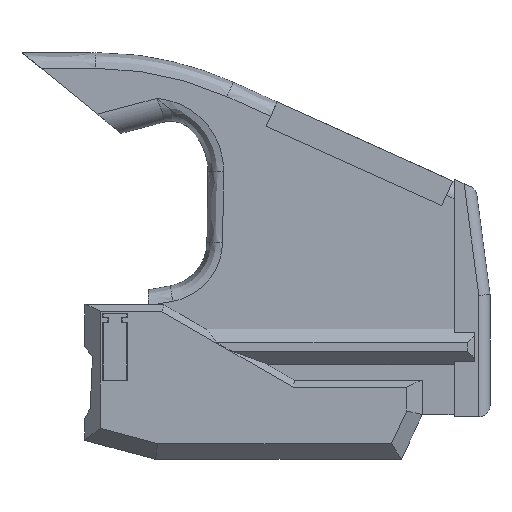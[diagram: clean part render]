
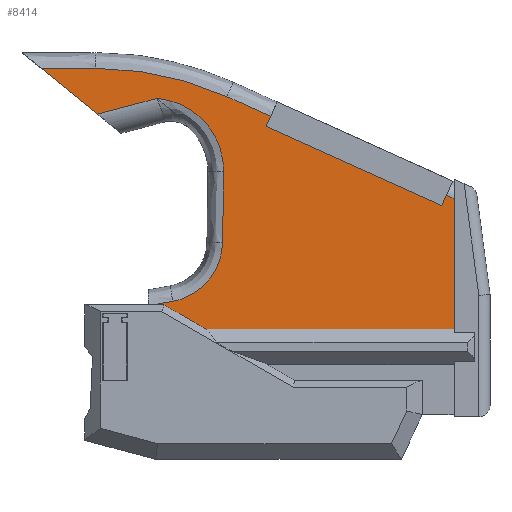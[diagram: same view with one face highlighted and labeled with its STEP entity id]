
A CAD part, front view. The second image highlights one B-rep face of the part: STEP entity #8414.
In plain terms, the highlighted planar face has unit normal (0, -1, 0).
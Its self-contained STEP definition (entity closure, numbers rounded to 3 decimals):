
#25=DIRECTION('',(0.912,0.,-0.41));
#26=VECTOR('',#25,86.);
#27=CARTESIAN_POINT('',(341.749,-15.,98.453));
#28=LINE('',#27,#26);
#29=DIRECTION('',(0.41,0.,0.912));
#30=VECTOR('',#29,5.);
#31=CARTESIAN_POINT('',(420.172,-15.,63.157));
#32=LINE('',#31,#30);
#33=DIRECTION('',(-0.912,0.,0.41));
#34=VECTOR('',#33,3.857);
#35=CARTESIAN_POINT('',(425.741,-15.,66.134));
#36=LINE('',#35,#34);
#37=DIRECTION('',(0.,0.,1.));
#38=VECTOR('',#37,58.134);
#39=CARTESIAN_POINT('',(425.741,-15.,8.));
#40=LINE('',#39,#38);
#41=DIRECTION('',(-1.,0.,0.));
#42=VECTOR('',#41,110.959);
#43=CARTESIAN_POINT('',(425.741,-15.,8.));
#44=LINE('',#43,#42);
#45=DIRECTION('',(0.866,0.,-0.5));
#46=VECTOR('',#45,21.64);
#47=CARTESIAN_POINT('',(296.041,-15.,18.82));
#48=LINE('',#47,#46);
#49=DIRECTION('',(1.,0.,0.));
#50=VECTOR('',#49,4.595);
#51=CARTESIAN_POINT('',(291.446,-15.,18.82));
#52=LINE('',#51,#50);
#53=DIRECTION('',(-0.984,0.,-0.177));
#54=VECTOR('',#53,8.813);
#55=CARTESIAN_POINT('',(300.121,-15.,20.378));
#56=LINE('',#55,#54);
#57=CARTESIAN_POINT('',(322.345,-15.,46.553));
#58=CARTESIAN_POINT('',(322.253,-15.,40.351));
#59=CARTESIAN_POINT('',(317.621,-15.,28.042));
#60=CARTESIAN_POINT('',(306.225,-15.,21.474));
#61=CARTESIAN_POINT('',(300.121,-15.,20.378));
#63=DIRECTION('',(-0.015,0.,-1.));
#64=VECTOR('',#63,31.683);
#65=CARTESIAN_POINT('',(322.814,-15.,78.233));
#66=LINE('',#65,#64);
#67=CARTESIAN_POINT('',(293.121,-15.,110.984));
#68=CARTESIAN_POINT('',(301.203,-15.,110.311));
#69=CARTESIAN_POINT('',(316.783,-15.,102.6));
#70=CARTESIAN_POINT('',(322.934,-15.,86.342));
#71=CARTESIAN_POINT('',(322.814,-15.,78.233));
#73=DIRECTION('',(0.967,0.,0.254));
#74=VECTOR('',#73,27.604);
#75=CARTESIAN_POINT('',(266.422,-15.,103.974));
#76=LINE('',#75,#74);
#77=DIRECTION('',(-0.775,0.,0.632));
#78=VECTOR('',#77,32.336);
#79=CARTESIAN_POINT('',(266.422,-15.,103.974));
#80=LINE('',#79,#78);
#81=DIRECTION('',(-1.,0.,0.));
#82=VECTOR('',#81,24.213);
#83=CARTESIAN_POINT('',(265.571,-15.,124.405));
#84=LINE('',#83,#82);
#85=CARTESIAN_POINT('',(324.26,-15.,111.807));
#86=CARTESIAN_POINT('',(305.878,-15.,120.08));
#87=CARTESIAN_POINT('',(285.73,-15.,124.405));
#88=CARTESIAN_POINT('',(265.571,-15.,124.405));
#90=DIRECTION('',(-0.912,0.,0.41));
#91=VECTOR('',#90,21.428);
#92=CARTESIAN_POINT('',(343.801,-15.,103.012));
#93=LINE('',#92,#91);
#94=DIRECTION('',(0.41,0.,0.912));
#95=VECTOR('',#94,5.);
#96=CARTESIAN_POINT('',(341.749,-15.,98.453));
#97=LINE('',#96,#95);
#1778=CARTESIAN_POINT('',(343.801,-15.,103.012));
#1780=CARTESIAN_POINT('',(422.224,-15.,67.717));
#1803=CARTESIAN_POINT('',(425.741,-15.,66.134));
#4792=CARTESIAN_POINT('',(241.358,-15.,124.405));
#5227=CARTESIAN_POINT('',(293.121,-15.,110.984));
#6660=VERTEX_POINT('',#57);
#6661=VERTEX_POINT('',#61);
#6662=CARTESIAN_POINT('',(322.814,-15.,78.233));
#6663=VERTEX_POINT('',#6662);
#6664=VERTEX_POINT('',#4792);
#6665=CARTESIAN_POINT('',(265.571,-15.,124.405));
#6666=VERTEX_POINT('',#6665);
#6667=VERTEX_POINT('',#85);
#6668=CARTESIAN_POINT('',(266.422,-15.,103.974));
#6669=VERTEX_POINT('',#6668);
#6670=VERTEX_POINT('',#1803);
#6681=CARTESIAN_POINT('',(425.741,-15.,8.));
#6682=VERTEX_POINT('',#6681);
#6706=VERTEX_POINT('',#5227);
#6743=CARTESIAN_POINT('',(291.446,-15.,18.82));
#6744=CARTESIAN_POINT('',(296.041,-15.,18.82));
#6745=VERTEX_POINT('',#6743);
#6746=VERTEX_POINT('',#6744);
#6747=CARTESIAN_POINT('',(314.782,-15.,8.));
#6748=VERTEX_POINT('',#6747);
#7180=VERTEX_POINT('',#1778);
#7181=VERTEX_POINT('',#1780);
#7201=CARTESIAN_POINT('',(420.172,-15.,63.157));
#7202=VERTEX_POINT('',#7201);
#7277=CARTESIAN_POINT('',(341.749,-15.,98.453));
#7278=VERTEX_POINT('',#7277);
#8373=CARTESIAN_POINT('',(0.,-15.,0.));
#8374=DIRECTION('',(0.,1.,0.));
#8375=DIRECTION('',(1.,0.,0.));
#8376=AXIS2_PLACEMENT_3D('',#8373,#8374,#8375);
#8377=PLANE('',#8376);
#8379=ORIENTED_EDGE('',*,*,#8378,.T.);
#8381=ORIENTED_EDGE('',*,*,#8380,.T.);
#8383=ORIENTED_EDGE('',*,*,#8382,.F.);
#8385=ORIENTED_EDGE('',*,*,#8384,.F.);
#8387=ORIENTED_EDGE('',*,*,#8386,.T.);
#8389=ORIENTED_EDGE('',*,*,#8388,.F.);
#8391=ORIENTED_EDGE('',*,*,#8390,.F.);
#8393=ORIENTED_EDGE('',*,*,#8392,.F.);
#8395=ORIENTED_EDGE('',*,*,#8394,.F.);
#8397=ORIENTED_EDGE('',*,*,#8396,.F.);
#8399=ORIENTED_EDGE('',*,*,#8398,.F.);
#8401=ORIENTED_EDGE('',*,*,#8400,.F.);
#8403=ORIENTED_EDGE('',*,*,#8402,.T.);
#8405=ORIENTED_EDGE('',*,*,#8404,.F.);
#8407=ORIENTED_EDGE('',*,*,#8406,.F.);
#8409=ORIENTED_EDGE('',*,*,#8408,.F.);
#8411=ORIENTED_EDGE('',*,*,#8410,.F.);
#8412=EDGE_LOOP('',(#8379,#8381,#8383,#8385,#8387,#8389,#8391,#8393,#8395,#8397,
#8399,#8401,#8403,#8405,#8407,#8409,#8411));
#8413=FACE_OUTER_BOUND('',#8412,.F.);
#8414=ADVANCED_FACE('',(#8413),#8377,.F.);
#62=B_SPLINE_CURVE_WITH_KNOTS('',3,(#57,#58,#59,#60,#61),.UNSPECIFIED.,.F.,.F.,(
4,1,4),(0.,0.5,1.),.UNSPECIFIED.);
#72=B_SPLINE_CURVE_WITH_KNOTS('',3,(#67,#68,#69,#70,#71),.UNSPECIFIED.,.F.,.F.,(
4,1,4),(0.,0.5,1.),.UNSPECIFIED.);
#89=B_SPLINE_CURVE_WITH_KNOTS('',3,(#85,#86,#87,#88),.UNSPECIFIED.,.F.,.F.,(4,
4),(0.,1.),.UNSPECIFIED.);
#8378=EDGE_CURVE('',#7278,#7202,#28,.T.);
#8380=EDGE_CURVE('',#7202,#7181,#32,.T.);
#8382=EDGE_CURVE('',#6670,#7181,#36,.T.);
#8384=EDGE_CURVE('',#6682,#6670,#40,.T.);
#8386=EDGE_CURVE('',#6682,#6748,#44,.T.);
#8388=EDGE_CURVE('',#6746,#6748,#48,.T.);
#8390=EDGE_CURVE('',#6745,#6746,#52,.T.);
#8392=EDGE_CURVE('',#6661,#6745,#56,.T.);
#8394=EDGE_CURVE('',#6660,#6661,#62,.T.);
#8396=EDGE_CURVE('',#6663,#6660,#66,.T.);
#8398=EDGE_CURVE('',#6706,#6663,#72,.T.);
#8400=EDGE_CURVE('',#6669,#6706,#76,.T.);
#8402=EDGE_CURVE('',#6669,#6664,#80,.T.);
#8404=EDGE_CURVE('',#6666,#6664,#84,.T.);
#8406=EDGE_CURVE('',#6667,#6666,#89,.T.);
#8408=EDGE_CURVE('',#7180,#6667,#93,.T.);
#8410=EDGE_CURVE('',#7278,#7180,#97,.T.);
